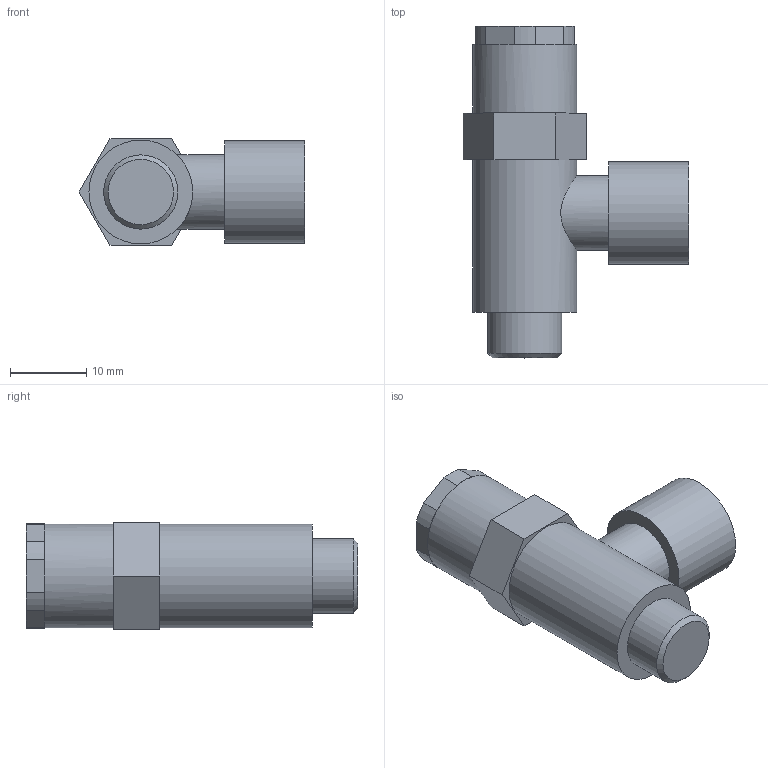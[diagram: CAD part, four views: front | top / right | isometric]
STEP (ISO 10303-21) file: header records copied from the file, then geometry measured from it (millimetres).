
FILE_DESCRIPTION(/* description */ ('Alibre Inc.'),/* implementation_level */ '2;1');
FILE_NAME(/* name */ 'export-267BAD89-8F73-446C-B285-41B0F29158A2',/* time_stamp */ '2021-10-13T10:50:04+02:00',/* author */ (''),/* organization */ (''),/* preprocessor_version */ 'ST-DEVELOPER v17',/* originating_system */ 'Alibre',/* authorisation */ '');
FILE_SCHEMA (('AUTOMOTIVE_DESIGN'));
Length unit declared in the file: millimetre
Products named in the file (1): _W6001001001
Bounding box: 29.58 x 43.5 x 14 mm (x, y, z)
Volume: 7188.6 mm3; surface area: 3229 mm2
Topology: 1 solids, 1 shells, 50 faces, 117 edges, 74 vertices
Faces by surface type: plane 31, cylinder 14, cone 5
Full cylindrical faces by diameter (mm): 4.134 x1, 8.566 x1, 9.728 x1, 9.8 x1, 13.4 x1, 13.6 x2
Entity records: 1526 total; most frequent: CARTESIAN_POINT 304, ORIENTED_EDGE 230, DIRECTION 230, EDGE_CURVE 115, AXIS2_PLACEMENT_3D 97, VERTEX_POINT 74, VECTOR 67, LINE 67
